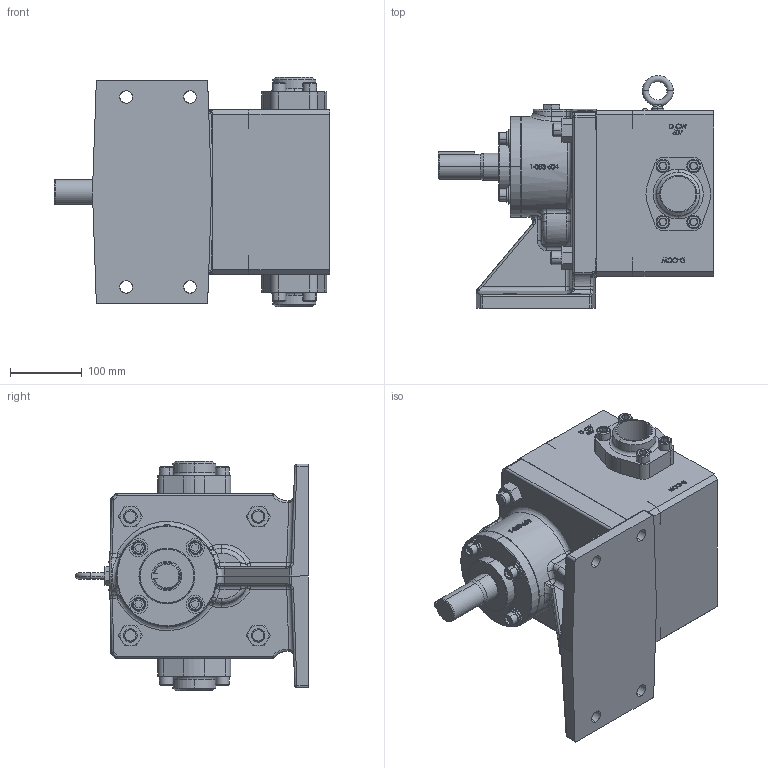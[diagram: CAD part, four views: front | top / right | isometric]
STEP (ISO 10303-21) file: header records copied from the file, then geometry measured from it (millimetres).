
FILE_DESCRIPTION (( 'STEP AP214' ), '1' );
FILE_NAME ('GPV-1420-052-U.STEP', '2018-10-31T19:12:48', ( '' ), ( '' ), 'SwSTEP 2.0', 'SolidWorks 2017', '' );
FILE_SCHEMA (( 'AUTOMOTIVE_DESIGN' ));
Length unit declared in the file: inch
Products named in the file (1): GPV-1420-052-U
Bounding box: 382.97 x 323.85 x 318.52 mm (x, y, z)
Volume: 13866011.2 mm3; surface area: 569413.7 mm2
Topology: 1 solids, 1 shells, 1905 faces, 4689 edges, 3012 vertices
Faces by surface type: plane 1062, bspline 397, cylinder 231, cone 173, sphere 30, torus 12
Entity records: 94156 total; most frequent: CARTESIAN_POINT 36687, ORIENTED_EDGE 9370, DIRECTION 7335, EDGE_CURVE 4685, LINE 3021, VECTOR 3021, VERTEX_POINT 3012, EDGE_LOOP 2161
